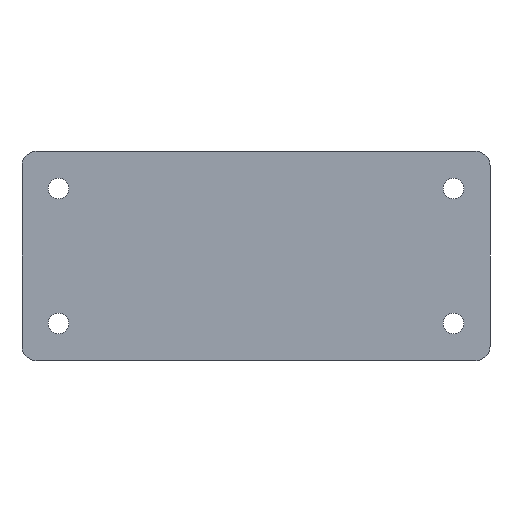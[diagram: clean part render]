
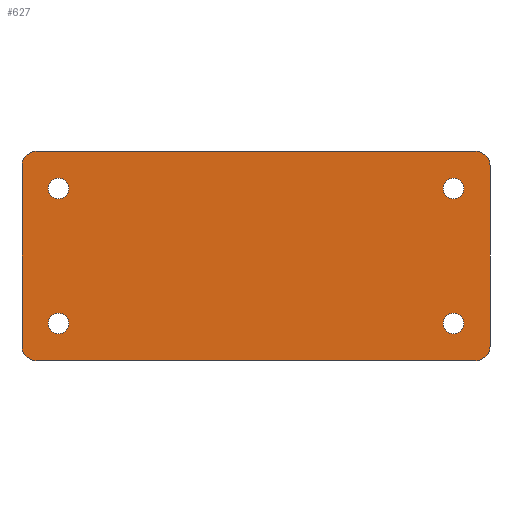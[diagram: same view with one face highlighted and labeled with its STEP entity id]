
A CAD part, front view. The second image highlights one B-rep face of the part: STEP entity #627.
In plain terms, the highlighted planar face has unit normal (0, -1, 0).
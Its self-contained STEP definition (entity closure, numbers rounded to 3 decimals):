
#2 = VERTEX_POINT ( 'NONE', #712 ) ;
#4 = DIRECTION ( 'NONE',  ( 0., 0., 1. ) ) ;
#5 = AXIS2_PLACEMENT_3D ( 'NONE', #823, #551, #213 ) ;
#9 = CIRCLE ( 'NONE', #245, 1.45 ) ;
#10 = EDGE_CURVE ( 'NONE', #500, #21, #39, .T. ) ;
#12 = ORIENTED_EDGE ( 'NONE', *, *, #471, .T. ) ;
#20 = VECTOR ( 'NONE', #395, 1000. ) ;
#21 = VERTEX_POINT ( 'NONE', #42 ) ;
#29 = DIRECTION ( 'NONE',  ( 0., 0., 1. ) ) ;
#31 = EDGE_CURVE ( 'NONE', #21, #362, #48, .T. ) ;
#35 = DIRECTION ( 'NONE',  ( 0., 0., 1. ) ) ;
#39 = CIRCLE ( 'NONE', #826, 2. ) ;
#40 = AXIS2_PLACEMENT_3D ( 'NONE', #740, #804, #234 ) ;
#42 = CARTESIAN_POINT ( 'NONE',  ( -5.15, 0., 3.25 ) ) ;
#47 = DIRECTION ( 'NONE',  ( 0., 0., 1. ) ) ;
#48 = LINE ( 'NONE', #439, #882 ) ;
#65 = DIRECTION ( 'NONE',  ( 1., 0., 0. ) ) ;
#66 = EDGE_CURVE ( 'NONE', #532, #307, #523, .T. ) ;
#68 = CARTESIAN_POINT ( 'NONE',  ( 58.85, 0., -22.25 ) ) ;
#70 = CARTESIAN_POINT ( 'NONE',  ( 55.7, 0., 1.45 ) ) ;
#73 = CIRCLE ( 'NONE', #186, 2. ) ;
#82 = DIRECTION ( 'NONE',  ( 0., 0., 1. ) ) ;
#88 = ORIENTED_EDGE ( 'NONE', *, *, #853, .F. ) ;
#91 = CARTESIAN_POINT ( 'NONE',  ( -3.15, 0., -24.25 ) ) ;
#97 = CARTESIAN_POINT ( 'NONE',  ( -3.15, 0., -22.25 ) ) ;
#125 = DIRECTION ( 'NONE',  ( 0., 0., 1. ) ) ;
#128 = CARTESIAN_POINT ( 'NONE',  ( -5.15, 0., -22.25 ) ) ;
#132 = CIRCLE ( 'NONE', #880, 1.45 ) ;
#163 = CARTESIAN_POINT ( 'NONE',  ( 55.7, 0., 0. ) ) ;
#183 = CARTESIAN_POINT ( 'NONE',  ( 0., 0., 5.25 ) ) ;
#185 = ORIENTED_EDGE ( 'NONE', *, *, #223, .F. ) ;
#186 = AXIS2_PLACEMENT_3D ( 'NONE', #381, #252, #29 ) ;
#199 = DIRECTION ( 'NONE',  ( 0., -1., 0. ) ) ;
#206 = CARTESIAN_POINT ( 'NONE',  ( 0., 0., -19. ) ) ;
#207 = DIRECTION ( 'NONE',  ( 0., -1., 0. ) ) ;
#213 = DIRECTION ( 'NONE',  ( 0., 0., 1. ) ) ;
#223 = EDGE_CURVE ( 'NONE', #816, #637, #729, .T. ) ;
#226 = FACE_BOUND ( 'NONE', #878, .T. ) ;
#230 = AXIS2_PLACEMENT_3D ( 'NONE', #352, #629, #4 ) ;
#234 = DIRECTION ( 'NONE',  ( 0., 0., 1. ) ) ;
#239 = DIRECTION ( 'NONE',  ( 0., 0., 1. ) ) ;
#241 = DIRECTION ( 'NONE',  ( 0., -1., 0. ) ) ;
#242 = CIRCLE ( 'NONE', #696, 2. ) ;
#245 = AXIS2_PLACEMENT_3D ( 'NONE', #206, #271, #557 ) ;
#252 = DIRECTION ( 'NONE',  ( 0., -1., 0. ) ) ;
#253 = CARTESIAN_POINT ( 'NONE',  ( 60.85, 0., -22.25 ) ) ;
#263 = VERTEX_POINT ( 'NONE', #91 ) ;
#265 = DIRECTION ( 'NONE',  ( 0., 0., 1. ) ) ;
#271 = DIRECTION ( 'NONE',  ( 0., 1., 0. ) ) ;
#279 = DIRECTION ( 'NONE',  ( 0., -1., 0. ) ) ;
#293 = FACE_BOUND ( 'NONE', #576, .T. ) ;
#294 = ORIENTED_EDGE ( 'NONE', *, *, #716, .T. ) ;
#305 = VERTEX_POINT ( 'NONE', #842 ) ;
#307 = VERTEX_POINT ( 'NONE', #353 ) ;
#309 = LINE ( 'NONE', #737, #341 ) ;
#310 = ORIENTED_EDGE ( 'NONE', *, *, #577, .T. ) ;
#312 = CIRCLE ( 'NONE', #776, 1.45 ) ;
#331 = ORIENTED_EDGE ( 'NONE', *, *, #757, .F. ) ;
#339 = DIRECTION ( 'NONE',  ( 0., 0., 1. ) ) ;
#341 = VECTOR ( 'NONE', #603, 1000. ) ;
#351 = ORIENTED_EDGE ( 'NONE', *, *, #775, .F. ) ;
#352 = CARTESIAN_POINT ( 'NONE',  ( 55.7, 0., -19. ) ) ;
#353 = CARTESIAN_POINT ( 'NONE',  ( 0., 0., -1.45 ) ) ;
#362 = VERTEX_POINT ( 'NONE', #128 ) ;
#365 = FACE_BOUND ( 'NONE', #669, .T. ) ;
#369 = AXIS2_PLACEMENT_3D ( 'NONE', #68, #207, #265 ) ;
#380 = DIRECTION ( 'NONE',  ( 0., 1., 0. ) ) ;
#381 = CARTESIAN_POINT ( 'NONE',  ( 58.85, 0., 3.25 ) ) ;
#395 = DIRECTION ( 'NONE',  ( 1., 0., 0. ) ) ;
#406 = AXIS2_PLACEMENT_3D ( 'NONE', #904, #613, #754 ) ;
#408 = EDGE_CURVE ( 'NONE', #305, #578, #580, .T. ) ;
#422 = CARTESIAN_POINT ( 'NONE',  ( 0., 0., 0. ) ) ;
#431 = VERTEX_POINT ( 'NONE', #465 ) ;
#435 = FACE_OUTER_BOUND ( 'NONE', #719, .T. ) ;
#439 = CARTESIAN_POINT ( 'NONE',  ( -5.15, 0., 0. ) ) ;
#452 = CARTESIAN_POINT ( 'NONE',  ( 55.7, 0., -17.55 ) ) ;
#465 = CARTESIAN_POINT ( 'NONE',  ( 58.85, 0., -24.25 ) ) ;
#471 = EDGE_CURVE ( 'NONE', #2, #508, #630, .T. ) ;
#477 = CARTESIAN_POINT ( 'NONE',  ( 55.7, 0., -19. ) ) ;
#480 = CARTESIAN_POINT ( 'NONE',  ( 58.85, 0., 5.25 ) ) ;
#484 = CARTESIAN_POINT ( 'NONE',  ( 0., 0., -24.25 ) ) ;
#500 = VERTEX_POINT ( 'NONE', #901 ) ;
#504 = AXIS2_PLACEMENT_3D ( 'NONE', #548, #279, #125 ) ;
#508 = VERTEX_POINT ( 'NONE', #70 ) ;
#509 = FACE_BOUND ( 'NONE', #706, .T. ) ;
#523 = CIRCLE ( 'NONE', #504, 1.45 ) ;
#527 = ORIENTED_EDGE ( 'NONE', *, *, #10, .T. ) ;
#528 = EDGE_CURVE ( 'NONE', #307, #532, #571, .T. ) ;
#532 = VERTEX_POINT ( 'NONE', #624 ) ;
#548 = CARTESIAN_POINT ( 'NONE',  ( 0., 0., 0. ) ) ;
#550 = VERTEX_POINT ( 'NONE', #480 ) ;
#551 = DIRECTION ( 'NONE',  ( 0., -1., 0. ) ) ;
#557 = DIRECTION ( 'NONE',  ( 0., 0., 1. ) ) ;
#571 = CIRCLE ( 'NONE', #5, 1.45 ) ;
#576 = EDGE_LOOP ( 'NONE', ( #843, #604 ) ) ;
#577 = EDGE_CURVE ( 'NONE', #578, #305, #9, .T. ) ;
#578 = VERTEX_POINT ( 'NONE', #831 ) ;
#580 = CIRCLE ( 'NONE', #40, 1.45 ) ;
#583 = DIRECTION ( 'NONE',  ( 0., 0., -1. ) ) ;
#585 = ORIENTED_EDGE ( 'NONE', *, *, #408, .T. ) ;
#602 = ORIENTED_EDGE ( 'NONE', *, *, #726, .T. ) ;
#603 = DIRECTION ( 'NONE',  ( 0., 0., -1. ) ) ;
#604 = ORIENTED_EDGE ( 'NONE', *, *, #66, .F. ) ;
#613 = DIRECTION ( 'NONE',  ( 0., 1., 0. ) ) ;
#616 = LINE ( 'NONE', #484, #810 ) ;
#624 = CARTESIAN_POINT ( 'NONE',  ( 0., 0., 1.45 ) ) ;
#627 = ADVANCED_FACE ( 'NONE', ( #226, #365, #509, #293, #435 ), #768, .F. ) ;
#629 = DIRECTION ( 'NONE',  ( 0., -1., 0. ) ) ;
#630 = CIRCLE ( 'NONE', #406, 1.45 ) ;
#637 = VERTEX_POINT ( 'NONE', #746 ) ;
#642 = EDGE_CURVE ( 'NONE', #362, #263, #242, .T. ) ;
#649 = ORIENTED_EDGE ( 'NONE', *, *, #31, .T. ) ;
#652 = EDGE_CURVE ( 'NONE', #508, #2, #312, .T. ) ;
#656 = CARTESIAN_POINT ( 'NONE',  ( -3.15, 0., 3.25 ) ) ;
#669 = EDGE_LOOP ( 'NONE', ( #585, #310 ) ) ;
#676 = CIRCLE ( 'NONE', #369, 2. ) ;
#693 = DIRECTION ( 'NONE',  ( 0., 1., 0. ) ) ;
#696 = AXIS2_PLACEMENT_3D ( 'NONE', #97, #805, #47 ) ;
#706 = EDGE_LOOP ( 'NONE', ( #12, #870 ) ) ;
#712 = CARTESIAN_POINT ( 'NONE',  ( 55.7, 0., -1.45 ) ) ;
#716 = EDGE_CURVE ( 'NONE', #431, #734, #676, .T. ) ;
#719 = EDGE_LOOP ( 'NONE', ( #649, #850, #602, #294, #88, #868, #351, #527 ) ) ;
#726 = EDGE_CURVE ( 'NONE', #263, #431, #616, .T. ) ;
#729 = CIRCLE ( 'NONE', #230, 1.45 ) ;
#734 = VERTEX_POINT ( 'NONE', #253 ) ;
#737 = CARTESIAN_POINT ( 'NONE',  ( 60.85, 0., 0. ) ) ;
#740 = CARTESIAN_POINT ( 'NONE',  ( 0., 0., -19. ) ) ;
#741 = CARTESIAN_POINT ( 'NONE',  ( 60.85, 0., 3.25 ) ) ;
#746 = CARTESIAN_POINT ( 'NONE',  ( 55.7, 0., -20.45 ) ) ;
#754 = DIRECTION ( 'NONE',  ( 0., 0., 1. ) ) ;
#757 = EDGE_CURVE ( 'NONE', #637, #816, #132, .T. ) ;
#768 = PLANE ( 'NONE',  #790 ) ;
#775 = EDGE_CURVE ( 'NONE', #500, #550, #807, .T. ) ;
#776 = AXIS2_PLACEMENT_3D ( 'NONE', #163, #380, #239 ) ;
#778 = VERTEX_POINT ( 'NONE', #741 ) ;
#790 = AXIS2_PLACEMENT_3D ( 'NONE', #422, #693, #82 ) ;
#804 = DIRECTION ( 'NONE',  ( 0., 1., 0. ) ) ;
#805 = DIRECTION ( 'NONE',  ( 0., -1., 0. ) ) ;
#807 = LINE ( 'NONE', #183, #20 ) ;
#810 = VECTOR ( 'NONE', #65, 1000. ) ;
#816 = VERTEX_POINT ( 'NONE', #452 ) ;
#823 = CARTESIAN_POINT ( 'NONE',  ( 0., 0., 0. ) ) ;
#826 = AXIS2_PLACEMENT_3D ( 'NONE', #656, #241, #35 ) ;
#831 = CARTESIAN_POINT ( 'NONE',  ( 0., 0., -17.55 ) ) ;
#842 = CARTESIAN_POINT ( 'NONE',  ( 0., 0., -20.45 ) ) ;
#843 = ORIENTED_EDGE ( 'NONE', *, *, #528, .F. ) ;
#850 = ORIENTED_EDGE ( 'NONE', *, *, #642, .T. ) ;
#853 = EDGE_CURVE ( 'NONE', #778, #734, #309, .T. ) ;
#868 = ORIENTED_EDGE ( 'NONE', *, *, #892, .T. ) ;
#870 = ORIENTED_EDGE ( 'NONE', *, *, #652, .T. ) ;
#878 = EDGE_LOOP ( 'NONE', ( #331, #185 ) ) ;
#880 = AXIS2_PLACEMENT_3D ( 'NONE', #477, #199, #339 ) ;
#882 = VECTOR ( 'NONE', #583, 1000. ) ;
#892 = EDGE_CURVE ( 'NONE', #778, #550, #73, .T. ) ;
#901 = CARTESIAN_POINT ( 'NONE',  ( -3.15, 0., 5.25 ) ) ;
#904 = CARTESIAN_POINT ( 'NONE',  ( 55.7, 0., 0. ) ) ;
